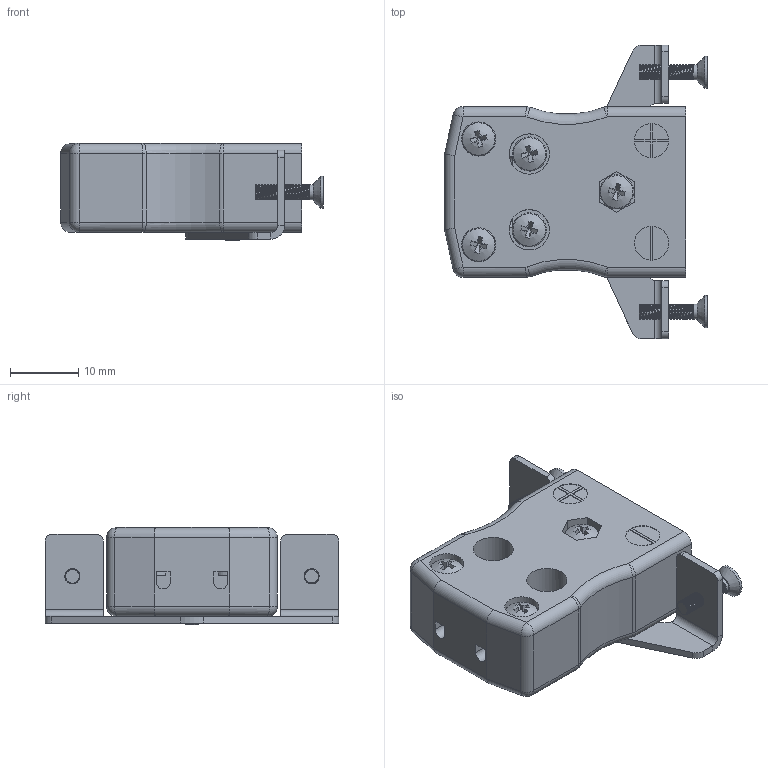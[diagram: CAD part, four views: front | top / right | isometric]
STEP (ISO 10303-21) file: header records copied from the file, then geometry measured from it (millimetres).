
FILE_DESCRIPTION (( 'STEP AP214' ), '1' );
FILE_NAME ('11438-231-Pink-Standard SSPF Socket with Bracket.STEP', '2025-11-29T09:50:07', ( '' ), ( '' ), 'SwSTEP 2.0', 'SolidWorks 2014', '' );
FILE_SCHEMA (( 'AUTOMOTIVE_DESIGN' ));
Length unit declared in the file: millimetre
Products named in the file (9): 146-Cylindrical Pos Connector; 147-Cylindrical Neg Connector; 137-M2-5 Phillips head Screw_10.5mm thread; 161-Mouning Bracket; 162-Standard SSPFQ Socket Body_Pink; 137-M2-5 Phillips head Screw_12mm thread; 11438-231-Pink-Standard SSPF Socket with Bracket; 131-M2-5x10_phillips_countersunk_flat_head; 137-M2-5 Phillips head Screw_5mm thread
Assembly tree (13 placements, depth 2):
  11438-231-Pink-Standard SSPF Socket with Bracket
    162-Standard SSPFQ Socket Body_Pink
    161-Mouning Bracket
    131-M2-5x10_phillips_countersunk_flat_head  x2
    146-Cylindrical Pos Connector  x2
    147-Cylindrical Neg Connector  x2
    137-M2-5 Phillips head Screw_10.5mm thread  x2
    137-M2-5 Phillips head Screw_12mm thread
    137-M2-5 Phillips head Screw_5mm thread  x2
Bounding box: 38.48 x 43 x 14.2 mm (x, y, z)
Volume: 10486.1 mm3; surface area: 7425.9 mm2
Topology: 13 solids, 13 shells, 511 faces, 1268 edges, 806 vertices
Faces by surface type: cylinder 233, plane 216, bspline 33, cone 17, sphere 8, torus 4
Full cylindrical faces by diameter (mm): 2.05 x3, 2.2 x3, 2.208 x34, 2.5 x90, 2.7 x2, 4.7 x2, 5 x7, 5.9 x2, 6.6 x1, 7.4 x1
Entity records: 25648 total; most frequent: CARTESIAN_POINT 19048, DIRECTION 1272, ORIENTED_EDGE 1244, EDGE_CURVE 622, AXIS2_PLACEMENT_3D 463, VERTEX_POINT 405, EDGE_LOOP 355, LINE 346
